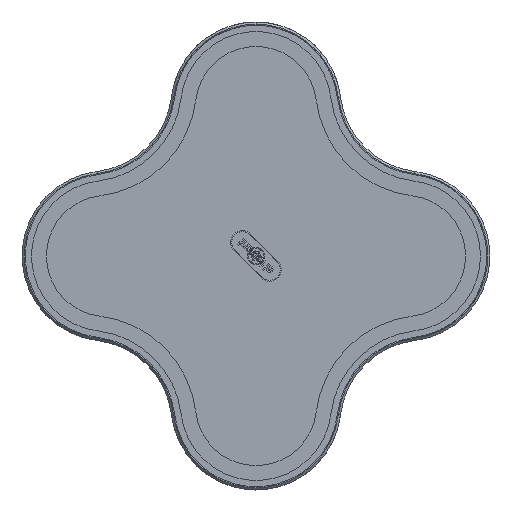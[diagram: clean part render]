
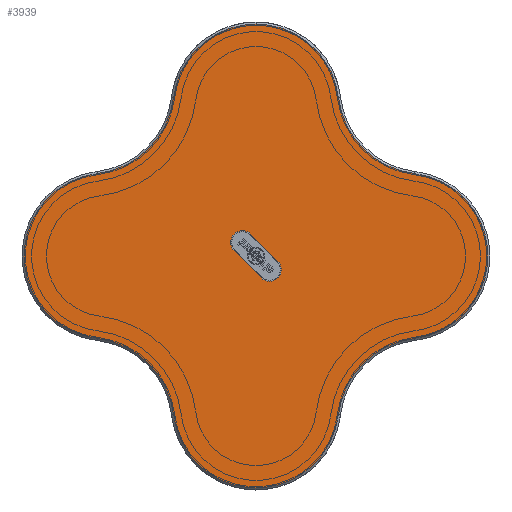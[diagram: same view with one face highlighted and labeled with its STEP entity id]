
A CAD part, front view. The second image highlights one B-rep face of the part: STEP entity #3939.
In plain terms, the highlighted face is planar.
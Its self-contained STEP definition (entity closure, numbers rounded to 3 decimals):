
#2 = ORIENTED_EDGE ( 'NONE', *, *, #9148, .T. ) ;
#57 = CARTESIAN_POINT ( 'NONE',  ( 38.727, 8., -74.602 ) ) ;
#74 = EDGE_CURVE ( 'NONE', #14144, #5021, #13351, .T. ) ;
#430 = ORIENTED_EDGE ( 'NONE', *, *, #9688, .T. ) ;
#562 = VECTOR ( 'NONE', #5355, 1000. ) ;
#773 = CARTESIAN_POINT ( 'NONE',  ( 0., 8., -70. ) ) ;
#959 = ORIENTED_EDGE ( 'NONE', *, *, #3352, .T. ) ;
#1045 = DIRECTION ( 'NONE',  ( 0., 0., 1. ) ) ;
#1155 = VERTEX_POINT ( 'NONE', #5051 ) ;
#1172 = AXIS2_PLACEMENT_3D ( 'NONE', #2236, #15258, #3333 ) ;
#1244 = AXIS2_PLACEMENT_3D ( 'NONE', #773, #2000, #3157 ) ;
#1255 = DIRECTION ( 'NONE',  ( 0., 1., 0. ) ) ;
#1294 = CARTESIAN_POINT ( 'NONE',  ( 74.602, 8., 38.727 ) ) ;
#1316 = CIRCLE ( 'NONE', #5387, 5.5 ) ;
#1382 = EDGE_LOOP ( 'NONE', ( #7970, #9199, #2062, #2804, #7170 ) ) ;
#1519 = DIRECTION ( 'NONE',  ( 0., 0., 1. ) ) ;
#1614 = CARTESIAN_POINT ( 'NONE',  ( 70., 8., 0. ) ) ;
#1832 = CARTESIAN_POINT ( 'NONE',  ( -2.475, 8., -10.253 ) ) ;
#1894 = CARTESIAN_POINT ( 'NONE',  ( 0., 8., -70. ) ) ;
#2000 = DIRECTION ( 'NONE',  ( 0., 1., 0. ) ) ;
#2062 = ORIENTED_EDGE ( 'NONE', *, *, #8072, .F. ) ;
#2206 = CARTESIAN_POINT ( 'NONE',  ( 2.475, 8., 10.253 ) ) ;
#2236 = CARTESIAN_POINT ( 'NONE',  ( 6.364, 8., 6.364 ) ) ;
#2320 = VERTEX_POINT ( 'NONE', #2789 ) ;
#2776 = EDGE_CURVE ( 'NONE', #9622, #9675, #8850, .T. ) ;
#2789 = CARTESIAN_POINT ( 'NONE',  ( -74.602, 8., 38.727 ) ) ;
#2804 = ORIENTED_EDGE ( 'NONE', *, *, #2776, .F. ) ;
#2826 = VERTEX_POINT ( 'NONE', #13913 ) ;
#3074 = VERTEX_POINT ( 'NONE', #9496 ) ;
#3157 = DIRECTION ( 'NONE',  ( 0., 0., 1. ) ) ;
#3244 = ORIENTED_EDGE ( 'NONE', *, *, #11241, .T. ) ;
#3265 = DIRECTION ( 'NONE',  ( 0., -1., 0. ) ) ;
#3333 = DIRECTION ( 'NONE',  ( 0., 0., 1. ) ) ;
#3352 = EDGE_CURVE ( 'NONE', #12838, #9322, #7203, .T. ) ;
#3516 = CARTESIAN_POINT ( 'NONE',  ( -2.475, 8., -10.253 ) ) ;
#3557 = AXIS2_PLACEMENT_3D ( 'NONE', #13891, #5592, #6780 ) ;
#3939 = ADVANCED_FACE ( 'NONE', ( #14777, #15164 ), #7013, .T. ) ;
#4091 = AXIS2_PLACEMENT_3D ( 'NONE', #6850, #13619, #6772 ) ;
#4259 = DIRECTION ( 'NONE',  ( 0., 0., 1. ) ) ;
#4441 = EDGE_CURVE ( 'NONE', #5349, #2826, #11054, .T. ) ;
#4645 = EDGE_CURVE ( 'NONE', #15306, #3074, #15146, .T. ) ;
#4708 = LINE ( 'NONE', #7484, #9150 ) ;
#4756 = CIRCLE ( 'NONE', #6777, 41. ) ;
#5021 = VERTEX_POINT ( 'NONE', #11157 ) ;
#5051 = CARTESIAN_POINT ( 'NONE',  ( -38.727, 8., 74.602 ) ) ;
#5054 = DIRECTION ( 'NONE',  ( 0., 1., 0. ) ) ;
#5340 = AXIS2_PLACEMENT_3D ( 'NONE', #13157, #1255, #1519 ) ;
#5349 = VERTEX_POINT ( 'NONE', #57 ) ;
#5355 = DIRECTION ( 'NONE',  ( -0.707, 0., -0.707 ) ) ;
#5387 = AXIS2_PLACEMENT_3D ( 'NONE', #13447, #6576, #11108 ) ;
#5592 = DIRECTION ( 'NONE',  ( 0., -1., 0. ) ) ;
#5832 = CIRCLE ( 'NONE', #1244, 39. ) ;
#5854 = CIRCLE ( 'NONE', #4091, 39. ) ;
#5931 = DIRECTION ( 'NONE',  ( 0., -1., 0. ) ) ;
#6017 = CIRCLE ( 'NONE', #11602, 41. ) ;
#6040 = VERTEX_POINT ( 'NONE', #10817 ) ;
#6123 = EDGE_CURVE ( 'NONE', #3074, #9622, #4708, .T. ) ;
#6420 = EDGE_CURVE ( 'NONE', #5021, #5349, #6017, .T. ) ;
#6555 = EDGE_LOOP ( 'NONE', ( #10398, #7139, #13874, #959, #15256, #3244, #2, #430, #11812 ) ) ;
#6576 = DIRECTION ( 'NONE',  ( 0., 1., 0. ) ) ;
#6772 = DIRECTION ( 'NONE',  ( 0., 0., 1. ) ) ;
#6777 = AXIS2_PLACEMENT_3D ( 'NONE', #14145, #3265, #11601 ) ;
#6780 = DIRECTION ( 'NONE',  ( 0., 0., 1. ) ) ;
#6850 = CARTESIAN_POINT ( 'NONE',  ( -70., 8., 0. ) ) ;
#6962 = AXIS2_PLACEMENT_3D ( 'NONE', #13045, #5931, #7140 ) ;
#7013 = PLANE ( 'NONE',  #9850 ) ;
#7139 = ORIENTED_EDGE ( 'NONE', *, *, #4441, .T. ) ;
#7140 = DIRECTION ( 'NONE',  ( 0., 0., 1. ) ) ;
#7170 = ORIENTED_EDGE ( 'NONE', *, *, #6123, .F. ) ;
#7203 = CIRCLE ( 'NONE', #3557, 41. ) ;
#7484 = CARTESIAN_POINT ( 'NONE',  ( -10.253, 8., -2.475 ) ) ;
#7970 = ORIENTED_EDGE ( 'NONE', *, *, #4645, .F. ) ;
#8072 = EDGE_CURVE ( 'NONE', #9675, #8733, #1316, .T. ) ;
#8100 = DIRECTION ( 'NONE',  ( 0., 0., 1. ) ) ;
#8549 = CARTESIAN_POINT ( 'NONE',  ( 79.441, 8., -79.441 ) ) ;
#8614 = CARTESIAN_POINT ( 'NONE',  ( 10.253, 8., 2.475 ) ) ;
#8733 = VERTEX_POINT ( 'NONE', #8614 ) ;
#8850 = CIRCLE ( 'NONE', #1172, 5.5 ) ;
#9148 = EDGE_CURVE ( 'NONE', #1155, #6040, #14749, .T. ) ;
#9150 = VECTOR ( 'NONE', #10913, 1000. ) ;
#9162 = AXIS2_PLACEMENT_3D ( 'NONE', #1894, #12640, #1045 ) ;
#9199 = ORIENTED_EDGE ( 'NONE', *, *, #14842, .F. ) ;
#9322 = VERTEX_POINT ( 'NONE', #12533 ) ;
#9496 = CARTESIAN_POINT ( 'NONE',  ( -10.253, 8., -2.475 ) ) ;
#9599 = AXIS2_PLACEMENT_3D ( 'NONE', #1614, #13755, #4259 ) ;
#9622 = VERTEX_POINT ( 'NONE', #2206 ) ;
#9675 = VERTEX_POINT ( 'NONE', #15282 ) ;
#9688 = EDGE_CURVE ( 'NONE', #6040, #14144, #13715, .T. ) ;
#9850 = AXIS2_PLACEMENT_3D ( 'NONE', #11739, #14179, #14022 ) ;
#10398 = ORIENTED_EDGE ( 'NONE', *, *, #6420, .T. ) ;
#10817 = CARTESIAN_POINT ( 'NONE',  ( 38.727, 8., 74.602 ) ) ;
#10913 = DIRECTION ( 'NONE',  ( 0.707, 0., 0.707 ) ) ;
#11054 = CIRCLE ( 'NONE', #9162, 39. ) ;
#11108 = DIRECTION ( 'NONE',  ( 0., 0., 1. ) ) ;
#11157 = CARTESIAN_POINT ( 'NONE',  ( 74.602, 8., -38.727 ) ) ;
#11241 = EDGE_CURVE ( 'NONE', #2320, #1155, #4756, .T. ) ;
#11601 = DIRECTION ( 'NONE',  ( 0., 0., 1. ) ) ;
#11602 = AXIS2_PLACEMENT_3D ( 'NONE', #8549, #14687, #8100 ) ;
#11739 = CARTESIAN_POINT ( 'NONE',  ( 74.72, 8., -39.72 ) ) ;
#11812 = ORIENTED_EDGE ( 'NONE', *, *, #74, .T. ) ;
#12029 = EDGE_CURVE ( 'NONE', #9322, #2320, #5854, .T. ) ;
#12533 = CARTESIAN_POINT ( 'NONE',  ( -74.602, 8., -38.727 ) ) ;
#12640 = DIRECTION ( 'NONE',  ( 0., 1., 0. ) ) ;
#12838 = VERTEX_POINT ( 'NONE', #12969 ) ;
#12863 = LINE ( 'NONE', #1832, #562 ) ;
#12969 = CARTESIAN_POINT ( 'NONE',  ( -38.727, 8., -74.602 ) ) ;
#13045 = CARTESIAN_POINT ( 'NONE',  ( 79.441, 8., 79.441 ) ) ;
#13157 = CARTESIAN_POINT ( 'NONE',  ( 0., 8., 70. ) ) ;
#13261 = CARTESIAN_POINT ( 'NONE',  ( -6.364, 8., -6.364 ) ) ;
#13348 = EDGE_CURVE ( 'NONE', #2826, #12838, #5832, .T. ) ;
#13351 = CIRCLE ( 'NONE', #9599, 39. ) ;
#13366 = DIRECTION ( 'NONE',  ( 0., 0., 1. ) ) ;
#13447 = CARTESIAN_POINT ( 'NONE',  ( 6.364, 8., 6.364 ) ) ;
#13619 = DIRECTION ( 'NONE',  ( 0., 1., 0. ) ) ;
#13715 = CIRCLE ( 'NONE', #6962, 41. ) ;
#13755 = DIRECTION ( 'NONE',  ( 0., 1., 0. ) ) ;
#13874 = ORIENTED_EDGE ( 'NONE', *, *, #13348, .T. ) ;
#13891 = CARTESIAN_POINT ( 'NONE',  ( -79.441, 8., -79.441 ) ) ;
#13913 = CARTESIAN_POINT ( 'NONE',  ( 0., 8., -109. ) ) ;
#13949 = AXIS2_PLACEMENT_3D ( 'NONE', #13261, #5054, #13366 ) ;
#14022 = DIRECTION ( 'NONE',  ( 0., 0., 1. ) ) ;
#14144 = VERTEX_POINT ( 'NONE', #1294 ) ;
#14145 = CARTESIAN_POINT ( 'NONE',  ( -79.441, 8., 79.441 ) ) ;
#14179 = DIRECTION ( 'NONE',  ( 0., 1., 0. ) ) ;
#14687 = DIRECTION ( 'NONE',  ( 0., -1., 0. ) ) ;
#14749 = CIRCLE ( 'NONE', #5340, 39. ) ;
#14777 = FACE_BOUND ( 'NONE', #1382, .T. ) ;
#14842 = EDGE_CURVE ( 'NONE', #8733, #15306, #12863, .T. ) ;
#15146 = CIRCLE ( 'NONE', #13949, 5.5 ) ;
#15164 = FACE_OUTER_BOUND ( 'NONE', #6555, .T. ) ;
#15256 = ORIENTED_EDGE ( 'NONE', *, *, #12029, .T. ) ;
#15258 = DIRECTION ( 'NONE',  ( 0., 1., 0. ) ) ;
#15282 = CARTESIAN_POINT ( 'NONE',  ( 6.364, 8., 11.864 ) ) ;
#15306 = VERTEX_POINT ( 'NONE', #3516 ) ;
